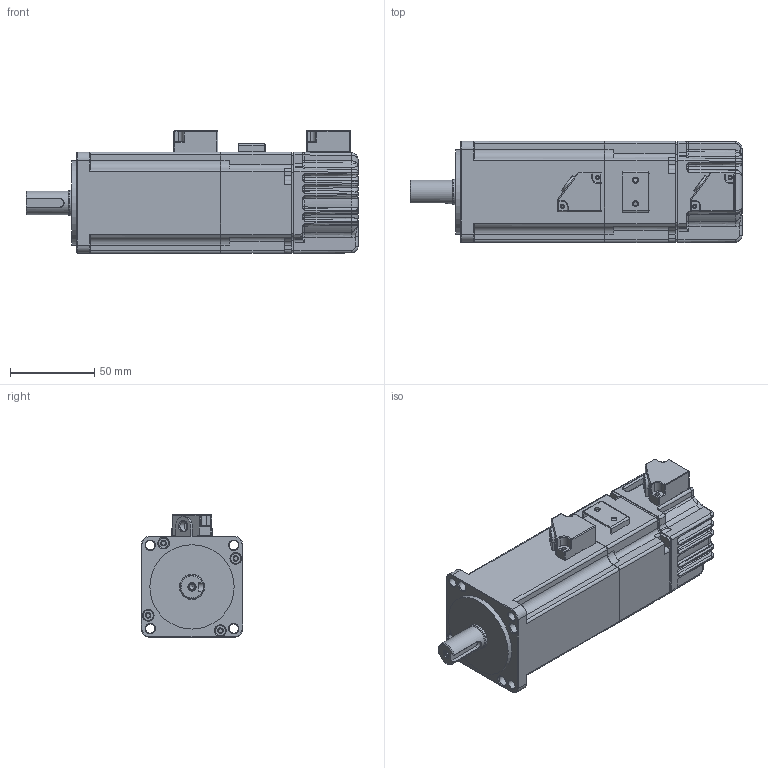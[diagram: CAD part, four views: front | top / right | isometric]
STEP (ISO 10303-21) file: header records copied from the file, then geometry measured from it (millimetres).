
FILE_DESCRIPTION(/* description */ ('Unknown'),/* implementation_level */ '2;1');
FILE_NAME(/* name */ 'TSE08751C-B-3d',/* time_stamp */ '2017-03-22T13:23:05+08:00',/* author */ ('Unknown'),/* organization */ ('Unknown'),/* preprocessor_version */ 'ST-DEVELOPER v16.7',/* originating_system */ 'DEX',/* authorisation */ $);
FILE_SCHEMA (('AUTOMOTIVE_DESIGN {1 0 10303 214 3 1 1}'));
Length unit declared in the file: millimetre
Products named in the file (1): Part4
Bounding box: 197 x 60 x 72.92 mm (x, y, z)
Volume: 531907.5 mm3; surface area: 64559.9 mm2
Topology: 2 solids, 8 shells, 1084 faces, 2652 edges, 1574 vertices
Faces by surface type: cylinder 368, plane 343, bspline 219, cone 78, torus 54, sphere 22
Full cylindrical faces by diameter (mm): 1.567 x4, 2.013 x2, 2.2 x2, 2.3 x2, 2.459 x14, 2.5 x8, 3.242 x1, 3.3 x8, 3.5 x14, 4.2 x1, 5 x1, 5.5 x4, 5.8 x2, 6 x8, 14 x1, 14.9 x1, 14.99 x1, 50 x3, 50.5 x1, 52 x1, 52.5 x1
Entity records: 40458 total; most frequent: CARTESIAN_POINT 9676, ORIENTED_EDGE 4804, DIRECTION 4776, EDGE_CURVE 2402, AXIS2_PLACEMENT_3D 1890, VERTEX_POINT 1505, FACE_BOUND 1281, EDGE_LOOP 1280
